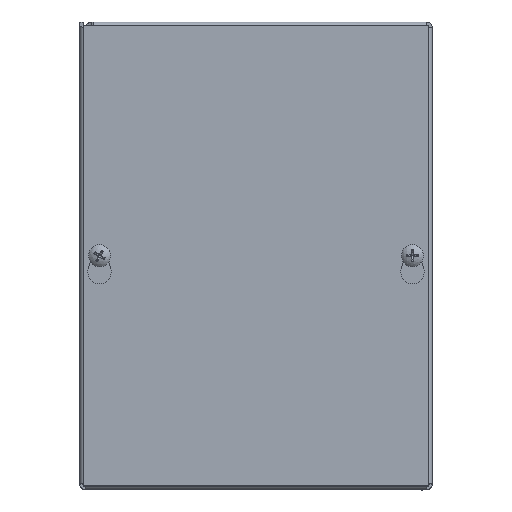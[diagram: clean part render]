
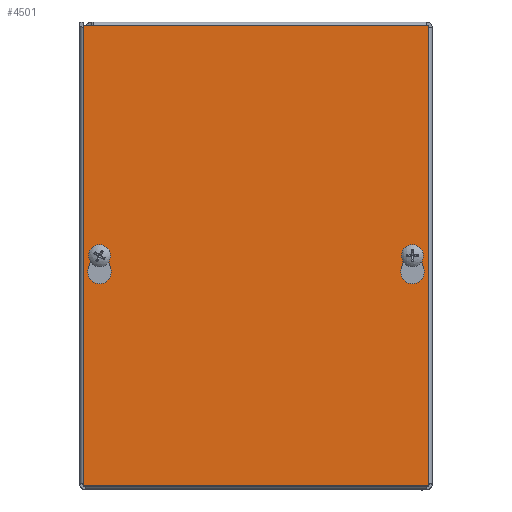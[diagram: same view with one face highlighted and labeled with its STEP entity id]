
A CAD part, top view. The second image highlights one B-rep face of the part: STEP entity #4501.
In plain terms, the highlighted planar face has unit normal (0, 0, 1).
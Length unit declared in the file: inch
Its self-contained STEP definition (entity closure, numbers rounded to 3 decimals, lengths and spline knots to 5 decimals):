
#505=LINE($,#8268,#840);
#509=LINE($,#8278,#844);
#512=LINE($,#8286,#847);
#516=LINE($,#8298,#851);
#518=LINE($,#8306,#853);
#522=LINE($,#8314,#857);
#525=LINE($,#8320,#860);
#528=LINE($,#8325,#863);
#840=VECTOR($,#5791,0.26996);
#844=VECTOR($,#5803,0.26996);
#847=VECTOR($,#5808,0.26996);
#851=VECTOR($,#5820,0.26996);
#853=VECTOR($,#5830,8.);
#857=VECTOR($,#5836,6.);
#860=VECTOR($,#5841,8.);
#863=VECTOR($,#5846,6.);
#968=PLANE($,#4848);
#1143=FACE_BOUND($,#1717,.T.);
#1144=FACE_BOUND($,#1718,.T.);
#1145=FACE_BOUND($,#1719,.T.);
#1717=EDGE_LOOP($,(#3833,#3834,#3835,#3836));
#1718=EDGE_LOOP($,(#3837,#3838,#3839,#3840));
#1719=EDGE_LOOP($,(#3841,#3842,#3843,#3844));
#1852=CIRCLE($,#4830,0.203);
#1854=CIRCLE($,#4834,0.125);
#1856=CIRCLE($,#4839,0.125);
#1858=CIRCLE($,#4843,0.203);
#2198=VERTEX_POINT($,#8259);
#2199=VERTEX_POINT($,#8261);
#2201=VERTEX_POINT($,#8267);
#2203=VERTEX_POINT($,#8273);
#2206=VERTEX_POINT($,#8283);
#2207=VERTEX_POINT($,#8285);
#2209=VERTEX_POINT($,#8291);
#2211=VERTEX_POINT($,#8297);
#2212=VERTEX_POINT($,#8304);
#2213=VERTEX_POINT($,#8305);
#2216=VERTEX_POINT($,#8313);
#2218=VERTEX_POINT($,#8319);
#2740=EDGE_CURVE($,#2199,#2198,#1852,.T.);
#2743=EDGE_CURVE($,#2201,#2199,#505,.T.);
#2746=EDGE_CURVE($,#2203,#2201,#1854,.T.);
#2749=EDGE_CURVE($,#2198,#2203,#509,.T.);
#2752=EDGE_CURVE($,#2207,#2206,#512,.T.);
#2755=EDGE_CURVE($,#2209,#2207,#1856,.T.);
#2758=EDGE_CURVE($,#2211,#2209,#516,.T.);
#2761=EDGE_CURVE($,#2206,#2211,#1858,.T.);
#2762=EDGE_CURVE($,#2212,#2213,#518,.T.);
#2766=EDGE_CURVE($,#2213,#2216,#522,.T.);
#2769=EDGE_CURVE($,#2216,#2218,#525,.T.);
#2772=EDGE_CURVE($,#2218,#2212,#528,.T.);
#3833=ORIENTED_EDGE($,*,*,#2740,.T.);
#3834=ORIENTED_EDGE($,*,*,#2749,.T.);
#3835=ORIENTED_EDGE($,*,*,#2746,.T.);
#3836=ORIENTED_EDGE($,*,*,#2743,.T.);
#3837=ORIENTED_EDGE($,*,*,#2752,.T.);
#3838=ORIENTED_EDGE($,*,*,#2761,.T.);
#3839=ORIENTED_EDGE($,*,*,#2758,.T.);
#3840=ORIENTED_EDGE($,*,*,#2755,.T.);
#3841=ORIENTED_EDGE($,*,*,#2762,.F.);
#3842=ORIENTED_EDGE($,*,*,#2772,.F.);
#3843=ORIENTED_EDGE($,*,*,#2769,.F.);
#3844=ORIENTED_EDGE($,*,*,#2766,.F.);
#4501=ADVANCED_FACE($,(#1143,#1144,#1145),#968,.T.);
#4830=AXIS2_PLACEMENT_3D($,#8262,#5785,#5786);
#4834=AXIS2_PLACEMENT_3D($,#8274,#5797,#5798);
#4839=AXIS2_PLACEMENT_3D($,#8292,#5814,#5815);
#4843=AXIS2_PLACEMENT_3D($,#8302,#5826,#5827);
#4848=AXIS2_PLACEMENT_3D($,#8327,#5848,#5849);
#5785=DIRECTION('center_axis',(0.,0.,-1.));
#5786=DIRECTION('ref_axis',(-0.961,0.278,0.));
#5791=DIRECTION($,(0.278,-0.961,0.));
#5797=DIRECTION('center_axis',(0.,0.,-1.));
#5798=DIRECTION('ref_axis',(0.961,0.278,0.));
#5803=DIRECTION($,(0.278,0.961,0.));
#5808=DIRECTION($,(0.278,-0.961,0.));
#5814=DIRECTION('center_axis',(0.,0.,-1.));
#5815=DIRECTION('ref_axis',(0.961,0.278,0.));
#5820=DIRECTION($,(0.278,0.961,0.));
#5826=DIRECTION('center_axis',(0.,0.,-1.));
#5827=DIRECTION('ref_axis',(-0.961,0.278,0.));
#5830=DIRECTION($,(0.,-1.,0.));
#5836=DIRECTION($,(-1.,0.,0.));
#5841=DIRECTION($,(0.,1.,0.));
#5846=DIRECTION($,(1.,0.,0.));
#5848=DIRECTION('center_axis',(0.,0.,1.));
#5849=DIRECTION('ref_axis',(1.,0.,0.));
#8259=CARTESIAN_POINT('',(2.52373,-0.22465,0.062));
#8261=CARTESIAN_POINT('',(2.91377,-0.22465,0.062));
#8262=CARTESIAN_POINT('Origin',(2.71875,-0.281,0.062));
#8267=CARTESIAN_POINT('',(2.83884,0.0347,0.062));
#8268=CARTESIAN_POINT($,(2.77156,0.26753,0.062));
#8273=CARTESIAN_POINT('',(2.59866,0.0347,0.062));
#8274=CARTESIAN_POINT('Origin',(2.71875,0.,0.062));
#8278=CARTESIAN_POINT($,(2.49392,-0.32781,0.062));
#8283=CARTESIAN_POINT('',(-2.52373,-0.22465,0.062));
#8285=CARTESIAN_POINT('',(-2.59866,0.0347,0.062));
#8286=CARTESIAN_POINT($,(-2.45645,-0.45748,0.062));
#8291=CARTESIAN_POINT('',(-2.83884,0.0347,0.062));
#8292=CARTESIAN_POINT('Origin',(-2.71875,0.,0.062));
#8297=CARTESIAN_POINT('',(-2.91377,-0.22465,0.062));
#8298=CARTESIAN_POINT($,(-2.7341,0.3972,0.062));
#8302=CARTESIAN_POINT('Origin',(-2.71875,-0.281,0.062));
#8304=CARTESIAN_POINT('',(3.,4.,0.062));
#8305=CARTESIAN_POINT('',(3.,-4.,0.062));
#8306=CARTESIAN_POINT($,(3.,4.,0.062));
#8313=CARTESIAN_POINT('',(-3.,-4.,0.062));
#8314=CARTESIAN_POINT($,(3.,-4.,0.062));
#8319=CARTESIAN_POINT('',(-3.,4.,0.062));
#8320=CARTESIAN_POINT($,(-3.,-4.,0.062));
#8325=CARTESIAN_POINT($,(-3.,4.,0.062));
#8327=CARTESIAN_POINT('Origin',(0.,0.,
0.062));
